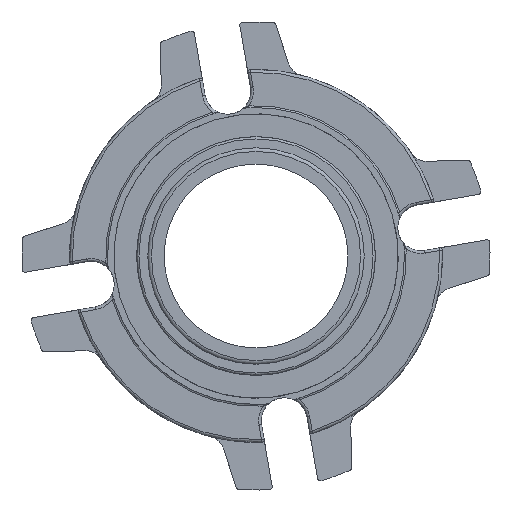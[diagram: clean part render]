
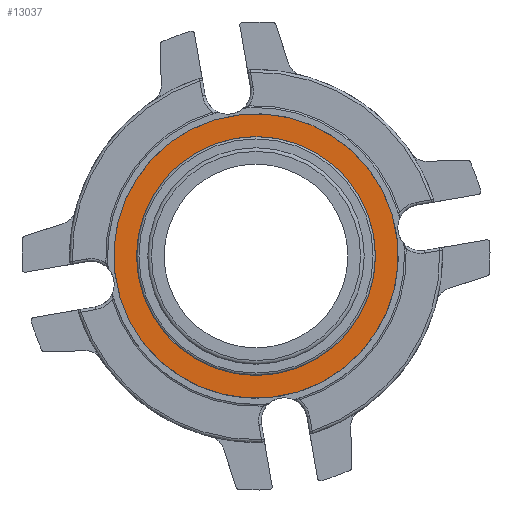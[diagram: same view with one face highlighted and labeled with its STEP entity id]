
A CAD part, left-side view. The second image highlights one B-rep face of the part: STEP entity #13037.
In plain terms, the highlighted planar face has unit normal (-1, 0, 0).
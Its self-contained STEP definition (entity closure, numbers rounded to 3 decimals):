
#1581=PLANE('',#14137);
#4285=ORIENTED_EDGE('',*,*,#5652,.T.);
#4286=ORIENTED_EDGE('',*,*,#5651,.F.);
#5651=EDGE_CURVE('',#6504,#6504,#7082,.T.);
#5652=EDGE_CURVE('',#6505,#6505,#7083,.T.);
#6504=VERTEX_POINT('',#21205);
#6505=VERTEX_POINT('',#21208);
#7082=CIRCLE('',#14136,54.);
#7083=CIRCLE('',#14138,45.403);
#7709=EDGE_LOOP('',(#4285));
#7710=EDGE_LOOP('',(#4286));
#8356=FACE_BOUND('',#7709,.T.);
#8357=FACE_BOUND('',#7710,.T.);
#13037=ADVANCED_FACE('',(#8356,#8357),#1581,.F.);
#14136=AXIS2_PLACEMENT_3D('',#21204,#16832,#16833);
#14137=AXIS2_PLACEMENT_3D('',#21206,#16834,#16835);
#14138=AXIS2_PLACEMENT_3D('',#21207,#16836,#16837);
#16832=DIRECTION('',(1.,0.,0.));
#16833=DIRECTION('',(0.,0.957,-0.289));
#16834=DIRECTION('',(1.,0.,0.));
#16835=DIRECTION('',(0.,0.957,-0.289));
#16836=DIRECTION('',(1.,0.,0.));
#16837=DIRECTION('',(0.,1.,0.));
#21204=CARTESIAN_POINT('',(1.418,0.,0.));
#21205=CARTESIAN_POINT('',(1.418,51.693,-15.615));
#21206=CARTESIAN_POINT('',(1.418,42.599,-12.868));
#21207=CARTESIAN_POINT('',(1.418,0.,0.));
#21208=CARTESIAN_POINT('',(1.418,45.403,0.));
